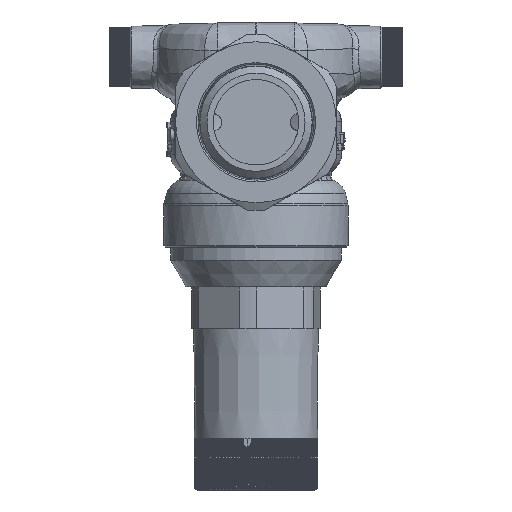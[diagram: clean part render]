
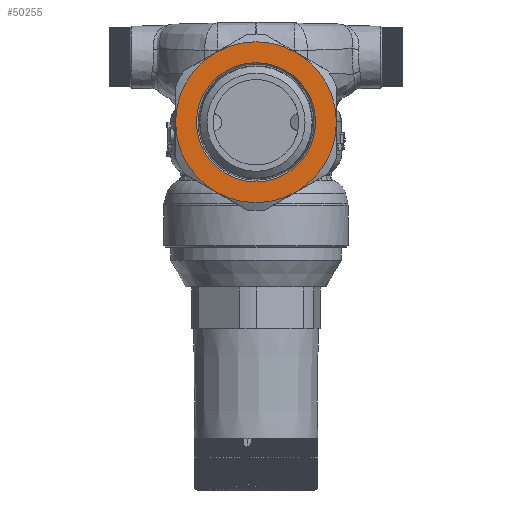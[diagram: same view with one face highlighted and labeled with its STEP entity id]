
A CAD part, left-side view. The second image highlights one B-rep face of the part: STEP entity #50255.
In plain terms, the highlighted planar face has unit normal (-1, 0, 0).
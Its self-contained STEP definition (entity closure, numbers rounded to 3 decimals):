
#12125=CARTESIAN_POINT('',(-57.3,11.75,20.352));
#12126=VERTEX_POINT('',#12125);
#12263=CARTESIAN_POINT('',(-57.3,11.75,-20.352));
#12264=VERTEX_POINT('',#12263);
#17444=CARTESIAN_POINT('',(-57.3,-11.75,-20.352));
#17445=VERTEX_POINT('',#17444);
#17713=CARTESIAN_POINT('',(-57.3,-23.5,0.));
#17714=VERTEX_POINT('',#17713);
#17902=CARTESIAN_POINT('',(-57.3,-11.75,20.352));
#17903=VERTEX_POINT('',#17902);
#50189=CARTESIAN_POINT('',(-57.3,15.069,8.7));
#50190=VERTEX_POINT('',#50189);
#50191=CARTESIAN_POINT('',(-57.3,0.,0.));
#50192=DIRECTION('',(-1.0,0.,0.));
#50193=DIRECTION('',(0.,-0.866,-0.5));
#50194=AXIS2_PLACEMENT_3D('',#50191,#50192,#50193);
#50195=CIRCLE('',#50194,17.4);
#50196=EDGE_CURVE('',#50190,#50190,#50195,.T.);
#50201=CARTESIAN_POINT('',(-57.3,0.,0.));
#50202=DIRECTION('',(1.0,0.0,0.0));
#50203=DIRECTION('',(0.0,0.866,0.5));
#50204=AXIS2_PLACEMENT_3D('',#50201,#50202,#50203);
#50205=PLANE('',#50204);
#50206=CARTESIAN_POINT('',(-57.3,0.,0.));
#50207=DIRECTION('',(-1.0,0.,0.));
#50208=DIRECTION('',(0.,0.866,0.5));
#50209=AXIS2_PLACEMENT_3D('',#50206,#50207,#50208);
#50210=CIRCLE('',#50209,23.5);
#50211=EDGE_CURVE('',#17714,#17903,#50210,.T.);
#50212=ORIENTED_EDGE('',*,*,#50211,.T.);
#50213=CARTESIAN_POINT('',(-57.3,0.,0.));
#50214=DIRECTION('',(-1.0,0.,0.));
#50215=DIRECTION('',(0.,0.866,0.5));
#50216=AXIS2_PLACEMENT_3D('',#50213,#50214,#50215);
#50217=CIRCLE('',#50216,23.5);
#50218=EDGE_CURVE('',#17903,#12126,#50217,.T.);
#50219=ORIENTED_EDGE('',*,*,#50218,.T.);
#50220=CARTESIAN_POINT('',(-57.3,23.5,0.));
#50221=VERTEX_POINT('',#50220);
#50222=CARTESIAN_POINT('',(-57.3,0.,0.));
#50223=DIRECTION('',(-1.0,0.,0.));
#50224=DIRECTION('',(0.,0.866,0.5));
#50225=AXIS2_PLACEMENT_3D('',#50222,#50223,#50224);
#50226=CIRCLE('',#50225,23.5);
#50227=EDGE_CURVE('',#12126,#50221,#50226,.T.);
#50228=ORIENTED_EDGE('',*,*,#50227,.T.);
#50229=CARTESIAN_POINT('',(-57.3,0.,0.));
#50230=DIRECTION('',(-1.0,0.,0.));
#50231=DIRECTION('',(0.,0.866,0.5));
#50232=AXIS2_PLACEMENT_3D('',#50229,#50230,#50231);
#50233=CIRCLE('',#50232,23.5);
#50234=EDGE_CURVE('',#50221,#12264,#50233,.T.);
#50235=ORIENTED_EDGE('',*,*,#50234,.T.);
#50236=CARTESIAN_POINT('',(-57.3,0.,0.));
#50237=DIRECTION('',(-1.0,0.,0.));
#50238=DIRECTION('',(0.,0.866,0.5));
#50239=AXIS2_PLACEMENT_3D('',#50236,#50237,#50238);
#50240=CIRCLE('',#50239,23.5);
#50241=EDGE_CURVE('',#12264,#17445,#50240,.T.);
#50242=ORIENTED_EDGE('',*,*,#50241,.T.);
#50243=CARTESIAN_POINT('',(-57.3,0.,0.));
#50244=DIRECTION('',(-1.0,0.,0.));
#50245=DIRECTION('',(0.,0.866,0.5));
#50246=AXIS2_PLACEMENT_3D('',#50243,#50244,#50245);
#50247=CIRCLE('',#50246,23.5);
#50248=EDGE_CURVE('',#17445,#17714,#50247,.T.);
#50249=ORIENTED_EDGE('',*,*,#50248,.T.);
#50250=EDGE_LOOP('',(#50212,#50219,#50228,#50235,#50242,#50249));
#50251=FACE_OUTER_BOUND('',#50250,.T.);
#50252=ORIENTED_EDGE('',*,*,#50196,.F.);
#50253=EDGE_LOOP('',(#50252));
#50254=FACE_BOUND('',#50253,.T.);
#50255=ADVANCED_FACE('',(#50251,#50254),#50205,.F.);
